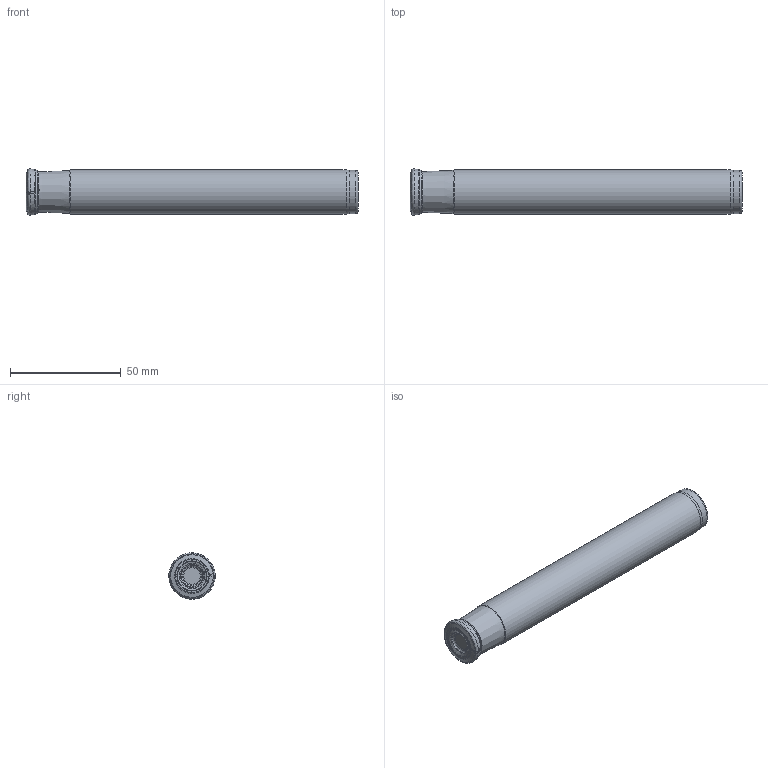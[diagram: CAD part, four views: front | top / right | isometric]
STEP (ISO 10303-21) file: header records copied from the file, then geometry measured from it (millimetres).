
FILE_DESCRIPTION(/* description */ (''),/* implementation_level */ '2;1');
FILE_NAME(/* name */ 'AHFM-WN0603-D21-C20-L150-Z02-H.stp',/* time_stamp */ '2023-10-31T12:57:15+03:00',/* author */ (''),/* organization */ (''),/* preprocessor_version */ 'ST-DEVELOPER v19.4',/* originating_system */ 'SIEMENS PLM Software NX2306.5001',/* authorisation */ '');
FILE_SCHEMA (('AUTOMOTIVE_DESIGN { 1 0 10303 214 3 1 1 1 }'));
Length unit declared in the file: millimetre
Products named in the file (1): AHFM-WN0603-D21-C20-L150-Z02-H-LIGHT_x_t_objects
Bounding box: 149.97 x 20.98 x 20.96 mm (x, y, z)
Volume: 47366.6 mm3; surface area: 10784.5 mm2
Topology: 2 solids, 2 shells, 83 faces, 162 edges, 82 vertices
Faces by surface type: bspline 65, torus 6, cone 6, plane 4, cylinder 2
Full cylindrical faces by diameter (mm): 19.5 x1, 20 x1
Entity records: 2563 total; most frequent: CARTESIAN_POINT 1105, ORIENTED_EDGE 296, DIRECTION 276, EDGE_CURVE 148, AXIS2_PLACEMENT_3D 111, EDGE_LOOP 98, CIRCLE 92, ADVANCED_FACE 83
